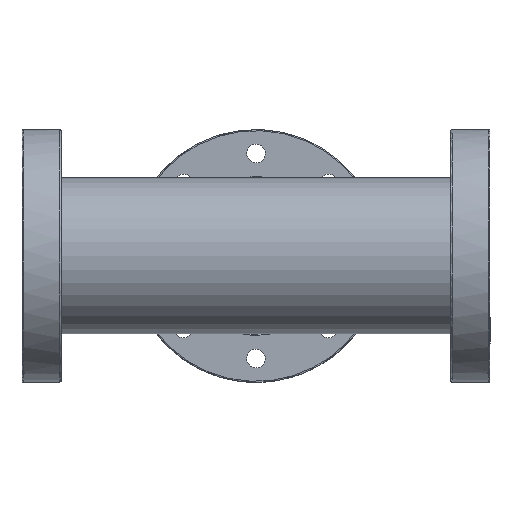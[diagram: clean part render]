
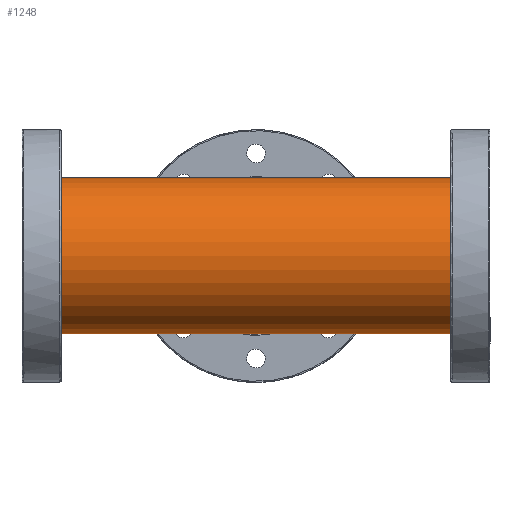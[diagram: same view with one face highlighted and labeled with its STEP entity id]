
A CAD part, front view. The second image highlights one B-rep face of the part: STEP entity #1248.
In plain terms, the highlighted cylindrical face has radius 35 mm (diameter 70 mm), a full revolution.
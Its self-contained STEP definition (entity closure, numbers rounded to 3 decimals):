
#883=CARTESIAN_POINT('',(0.0,0.0,-35.0));
#884=VERTEX_POINT('',#883);
#885=CARTESIAN_POINT('',(0.0,0.0,35.0));
#886=VERTEX_POINT('',#885);
#887=CARTESIAN_POINT('',(0.0,0.0,0.0));
#888=DIRECTION('',(0.631,0.776,0.0));
#889=DIRECTION('',(-0.776,0.631,0.0));
#890=AXIS2_PLACEMENT_3D('',#887,#888,#889);
#891=ELLIPSE('',#890,55.444,35.0);
#892=EDGE_CURVE('',#884,#886,#891,.T.);
#1135=CARTESIAN_POINT('',(0.0,0.0,0.0));
#1136=DIRECTION('',(-0.631,0.776,0.0));
#1137=DIRECTION('',(0.776,0.631,0.0));
#1138=AXIS2_PLACEMENT_3D('',#1135,#1136,#1137);
#1139=ELLIPSE('',#1138,55.444,35.0);
#1140=EDGE_CURVE('',#886,#884,#1139,.T.);
#1217=CARTESIAN_POINT('',(0.0,0.0,0.0));
#1218=DIRECTION('',(1.0,0.0,0.0));
#1219=DIRECTION('',(0.0,-1.0,0.0));
#1220=AXIS2_PLACEMENT_3D('',#1217,#1218,#1219);
#1221=CYLINDRICAL_SURFACE('',#1220,35.0);
#1222=CARTESIAN_POINT('',(97.1,35.0,0.));
#1223=VERTEX_POINT('',#1222);
#1224=CARTESIAN_POINT('',(97.1,0.0,0.0));
#1225=DIRECTION('',(-1.0,0.0,0.0));
#1226=DIRECTION('',(0.0,-1.0,0.0));
#1227=AXIS2_PLACEMENT_3D('',#1224,#1225,#1226);
#1228=CIRCLE('',#1227,35.0);
#1229=EDGE_CURVE('',#1223,#1223,#1228,.T.);
#1230=ORIENTED_EDGE('',*,*,#1229,.T.);
#1231=EDGE_LOOP('',(#1230));
#1232=FACE_OUTER_BOUND('',#1231,.T.);
#1233=ORIENTED_EDGE('',*,*,#892,.F.);
#1234=ORIENTED_EDGE('',*,*,#1140,.F.);
#1235=EDGE_LOOP('',(#1233,#1234));
#1236=FACE_BOUND('',#1235,.T.);
#1237=CARTESIAN_POINT('',(-97.1,35.0,0.));
#1238=VERTEX_POINT('',#1237);
#1239=CARTESIAN_POINT('',(-97.1,0.0,0.0));
#1240=DIRECTION('',(1.0,0.0,0.0));
#1241=DIRECTION('',(0.0,-1.0,0.0));
#1242=AXIS2_PLACEMENT_3D('',#1239,#1240,#1241);
#1243=CIRCLE('',#1242,35.0);
#1244=EDGE_CURVE('',#1238,#1238,#1243,.T.);
#1245=ORIENTED_EDGE('',*,*,#1244,.T.);
#1246=EDGE_LOOP('',(#1245));
#1247=FACE_BOUND('',#1246,.T.);
#1248=ADVANCED_FACE('',(#1232,#1236,#1247),#1221,.T.);
